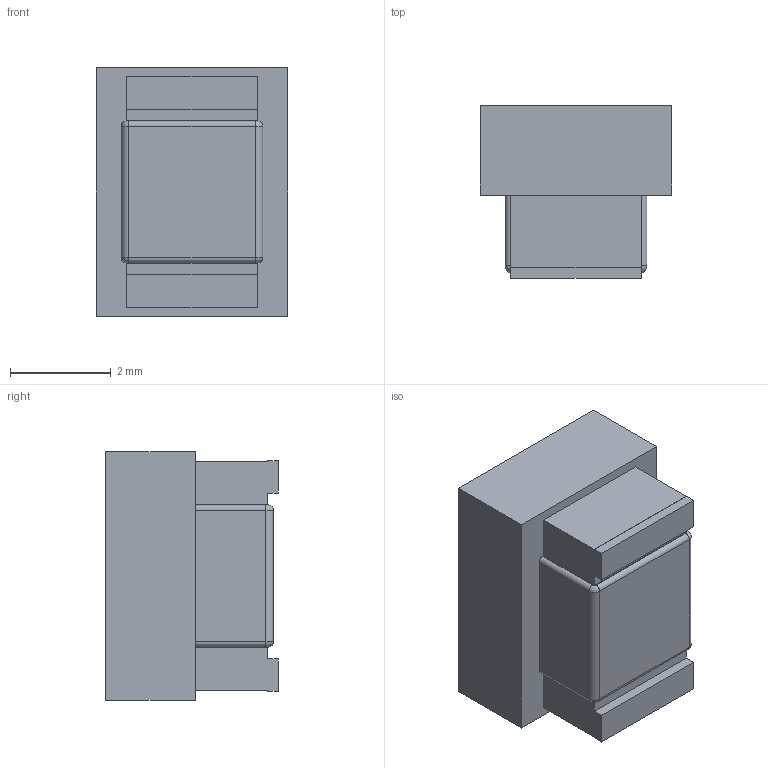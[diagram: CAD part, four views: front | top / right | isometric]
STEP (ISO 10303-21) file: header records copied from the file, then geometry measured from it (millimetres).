
FILE_DESCRIPTION (( 'STEP AP214' ), '1' );
FILE_NAME ('Coilcraft-1812LS.STEP', '2018-12-30T05:42:35', ( '' ), ( '' ), 'SwSTEP 2.0', 'SolidWorks 2018', '' );
FILE_SCHEMA (( 'AUTOMOTIVE_DESIGN' ));
Length unit declared in the file: millimetre
Products named in the file (1): Coilcraft-1812LS
Bounding box: 3.81 x 3.43 x 4.95 mm (x, y, z)
Volume: 53.1 mm3; surface area: 93.4 mm2
Topology: 1 solids, 1 shells, 52 faces, 124 edges, 78 vertices
Faces by surface type: plane 34, cylinder 14, bspline 4
Entity records: 2134 total; most frequent: CARTESIAN_POINT 339, ORIENTED_EDGE 248, DIRECTION 242, EDGE_CURVE 124, VECTOR 88, LINE 88, VERTEX_POINT 78, AXIS2_PLACEMENT_3D 77
